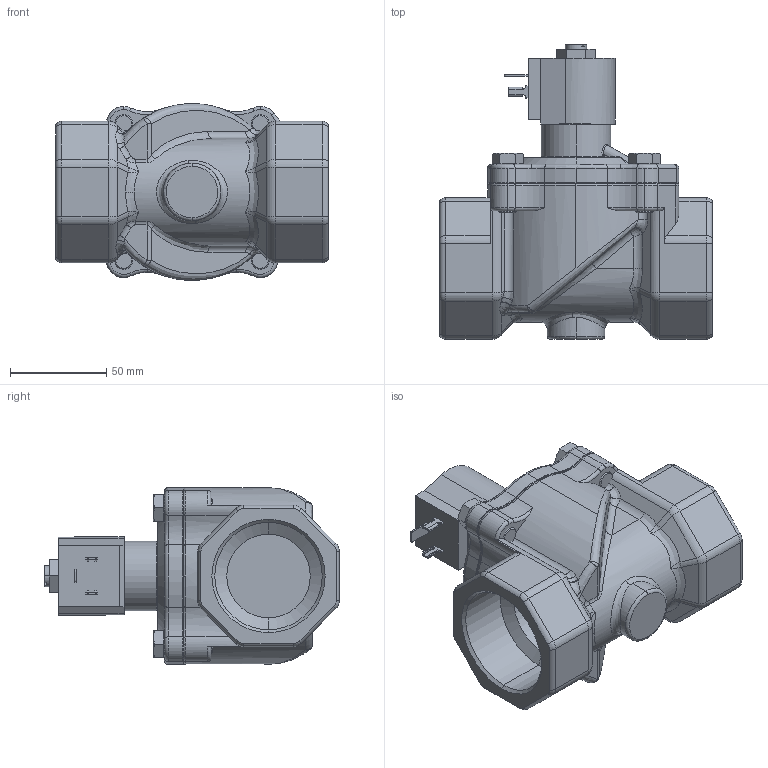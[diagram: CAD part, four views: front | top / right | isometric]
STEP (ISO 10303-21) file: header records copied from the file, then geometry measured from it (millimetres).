
FILE_DESCRIPTION (( 'STEP AP203' ), '1' );
FILE_NAME ('NS211YH16C7JJ2.step', '2025-12-15T20:36:15', ( '' ), ( '' ), 'SwSTEP 2.0', 'SolidWorks 2024', '' );
FILE_SCHEMA (( 'CONFIG_CONTROL_DESIGN' ));
Length unit declared in the file: inch
Products named in the file (1): NS211YH16C7JJ2
Bounding box: 141.5 x 153.26 x 92 mm (x, y, z)
Volume: 611258.9 mm3; surface area: 110827.3 mm2
Topology: 9 solids, 10 shells, 606 faces, 1468 edges, 887 vertices
Faces by surface type: cylinder 205, plane 166, torus 124, bspline 55, cone 41, sphere 15
Entity records: 26075 total; most frequent: CARTESIAN_POINT 12547, ORIENTED_EDGE 2904, DIRECTION 2700, EDGE_CURVE 1452, AXIS2_PLACEMENT_3D 1096, VERTEX_POINT 884, EDGE_LOOP 646, FACE_OUTER_BOUND 606
